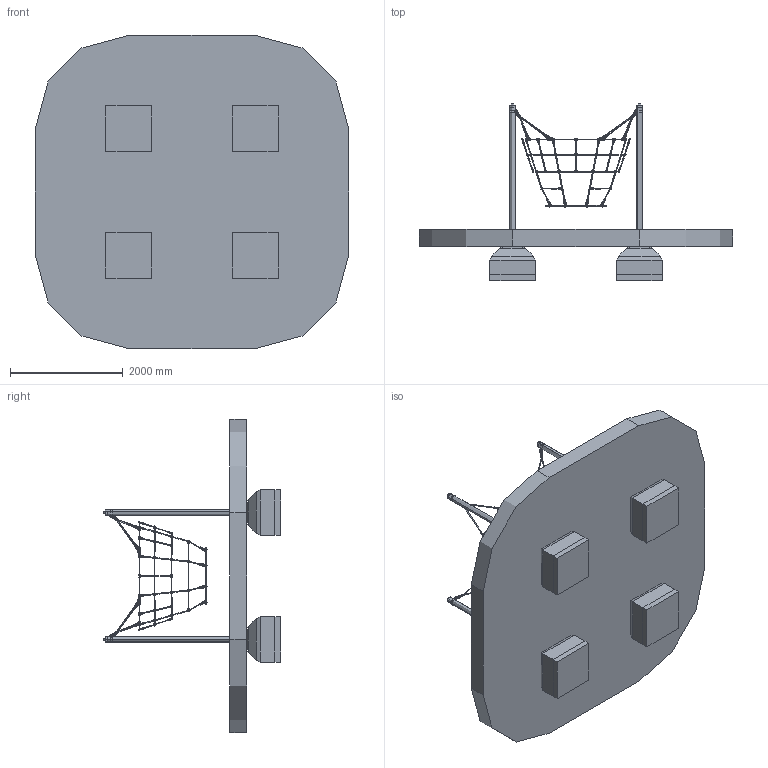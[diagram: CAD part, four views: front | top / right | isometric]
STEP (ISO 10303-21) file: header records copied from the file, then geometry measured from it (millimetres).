
FILE_DESCRIPTION (( 'STEP AP214' ), '1' );
FILE_NAME ('4591-30-14.STEP', '2018-09-11T09:04:00', ( '' ), ( '' ), 'SwSTEP 2.0', 'SolidWorks 2018', '' );
FILE_SCHEMA (( 'AUTOMOTIVE_DESIGN' ));
Length unit declared in the file: millimetre
Products named in the file (226): Bew. T-Stück Querträger; Seil7; Knotenkugel ohne; Rundseil-3; Seil1; Seil10; Seil11-690_Standard<Wie bearbeitet>; T-Stück_14_SN; Seil4; 457-01 - Kunststoff Kausche gelb; 46-02-125822 - Ringmutter M12 22er Auge; Seil6; Rundseil-2_Standard<Wie bearbeitet>; Rundseil-1; Scheibe-14-dm1100; Bew. T-Stück Längsträger; Seil5; Dm1100-mit-befestigung; Spiegeln55-02-08 - Schäkel M8 geschweift; -14-Abdeckkappe-4591-30-2; 457-01-Kunststoff_Kausche_rot; Hutmutter M10_99164A103; Rundseil-2; Rundseil-4; Seil11-725; -14-70-4594-70 - PA-Adapter_; Seil3; Hutmutter M10; -14-Schelle-4591-30-2; Seil10_Standard<Wie bearbeitet>; Seil11-690; -14-Pfosten-4591-30-2; -14-Fundament; Seil9_Standard<Wie bearbeitet>; Seil8; Sicherheitsbereich; Seil9; Seil8_Standard<Wie bearbeitet>; Seil7_Standard<Wie bearbeitet>; 4591-30-14 ...
Assembly tree (200 placements, depth 4):
  Bew. T-Stück Querträger
  Seil7
  Knotenkugel ohne
  Knotenkugel ohne
  Seil1
Bounding box: 5550 x 3138.96 x 5550 mm (x, y, z)
Volume: 9888442552.1 mm3; surface area: 89757540.8 mm2
Topology: 229 solids, 229 shells, 7690 faces, 20338 edges, 12676 vertices
Faces by surface type: plane 2820, cylinder 2314, cone 896, bspline 824, torus 780, sphere 56
Entity records: 49753 total; most frequent: CARTESIAN_POINT 17710, ORIENTED_EDGE 5234, DIRECTION 5212, EDGE_CURVE 2617, AXIS2_PLACEMENT_3D 1995, VERTEX_POINT 1642, LINE 1222, VECTOR 1222
